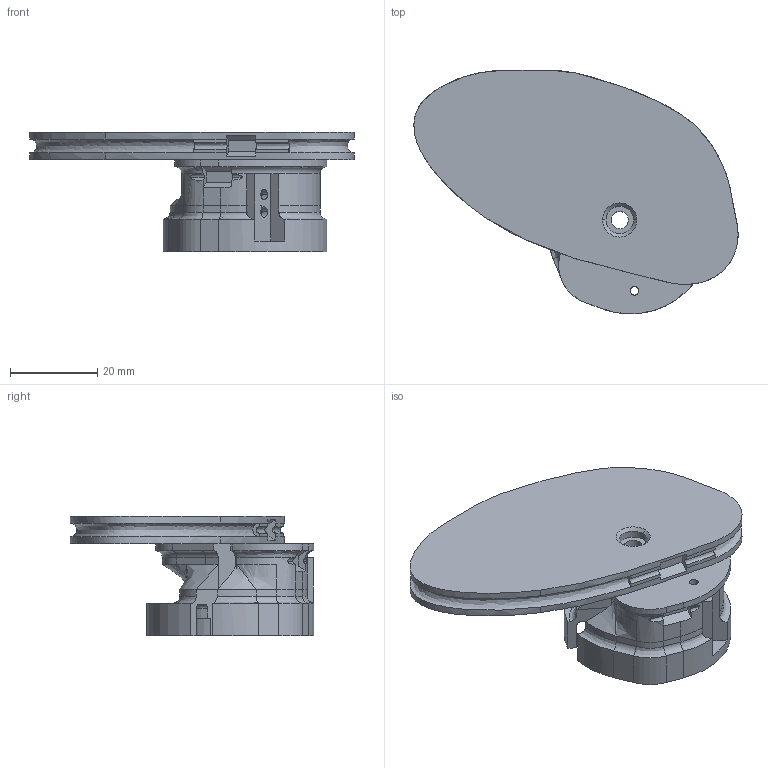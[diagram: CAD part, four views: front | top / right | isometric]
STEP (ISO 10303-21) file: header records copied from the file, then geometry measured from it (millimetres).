
FILE_DESCRIPTION (( 'STEP AP214' ), '1' );
FILE_NAME ('asm-cams.STEP', '2025-11-18T23:02:33', ( '' ), ( '' ), 'SwSTEP 2.0', 'SolidWorks 2025', '' );
FILE_SCHEMA (( 'AUTOMOTIVE_DESIGN' ));
Length unit declared in the file: millimetre
Products named in the file (3): asm-cams; cam-storage; cam-transmission
Assembly tree (2 placements, depth 2):
  asm-cams
    cam-transmission
    cam-storage
Bounding box: 74.45 x 55.99 x 27.52 mm (x, y, z)
Volume: 28836.5 mm3; surface area: 14489.2 mm2
Topology: 5 solids, 5 shells, 158 faces, 413 edges, 264 vertices
Faces by surface type: plane 70, cylinder 44, bspline 36, cone 4, torus 4
Entity records: 8257 total; most frequent: CARTESIAN_POINT 4508, ORIENTED_EDGE 826, DIRECTION 647, EDGE_CURVE 413, VERTEX_POINT 264, VECTOR 217, LINE 217, AXIS2_PLACEMENT_3D 215
